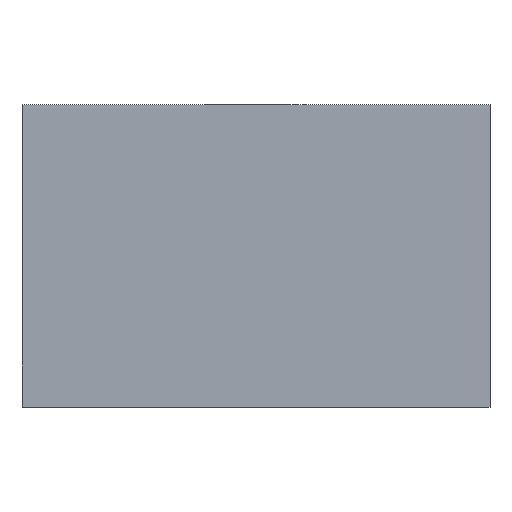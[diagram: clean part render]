
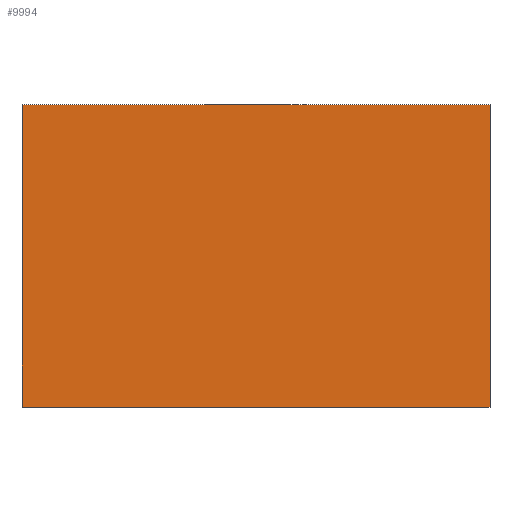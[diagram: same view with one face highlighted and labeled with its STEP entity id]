
A CAD part, top view. The second image highlights one B-rep face of the part: STEP entity #9994.
In plain terms, the highlighted planar face has unit normal (0, 0, 1).
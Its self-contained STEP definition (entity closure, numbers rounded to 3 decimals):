
#789=PLANE('',#10861);
#1311=FACE_OUTER_BOUND('',#1867,.T.);
#1867=EDGE_LOOP('',(#9283,#9284,#9285,#9286));
#2921=LINE('',#16769,#4023);
#2975=LINE('',#17342,#4077);
#2976=LINE('',#17344,#4078);
#2977=LINE('',#17345,#4079);
#4023=VECTOR('',#13355,10.);
#4077=VECTOR('',#13467,10.);
#4078=VECTOR('',#13468,10.);
#4079=VECTOR('',#13469,10.);
#5161=VERTEX_POINT('',#16766);
#5162=VERTEX_POINT('',#16768);
#5221=VERTEX_POINT('',#17341);
#5222=VERTEX_POINT('',#17343);
#6503=EDGE_CURVE('',#5162,#5161,#2921,.T.);
#6587=EDGE_CURVE('',#5161,#5221,#2975,.T.);
#6588=EDGE_CURVE('',#5221,#5222,#2976,.T.);
#6589=EDGE_CURVE('',#5222,#5162,#2977,.T.);
#9283=ORIENTED_EDGE('',*,*,#6587,.T.);
#9284=ORIENTED_EDGE('',*,*,#6588,.T.);
#9285=ORIENTED_EDGE('',*,*,#6589,.T.);
#9286=ORIENTED_EDGE('',*,*,#6503,.T.);
#9994=ADVANCED_FACE('',(#1311),#789,.T.);
#10861=AXIS2_PLACEMENT_3D('',#17340,#13465,#13466);
#13355=DIRECTION('',(-1.,0.,0.));
#13465=DIRECTION('center_axis',(0.,0.,1.));
#13466=DIRECTION('ref_axis',(1.,0.,0.));
#13467=DIRECTION('',(0.,-1.,0.));
#13468=DIRECTION('',(1.,0.,0.));
#13469=DIRECTION('',(0.,1.,0.));
#16766=CARTESIAN_POINT('',(53.75,-47.1,6.395));
#16768=CARTESIAN_POINT('',(94.25,-47.1,6.395));
#16769=CARTESIAN_POINT('',(94.25,-47.1,6.395));
#17340=CARTESIAN_POINT('Origin',(74.,-60.175,6.395));
#17341=CARTESIAN_POINT('',(53.75,-73.25,6.395));
#17342=CARTESIAN_POINT('',(53.75,-47.1,6.395));
#17343=CARTESIAN_POINT('',(94.25,-73.25,6.395));
#17344=CARTESIAN_POINT('',(53.75,-73.25,6.395));
#17345=CARTESIAN_POINT('',(94.25,-73.25,6.395));
